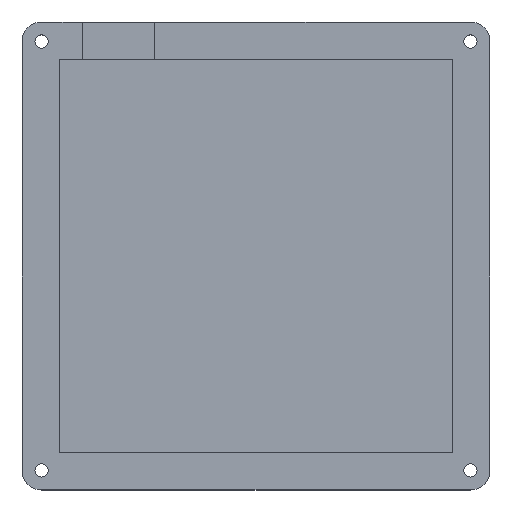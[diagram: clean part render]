
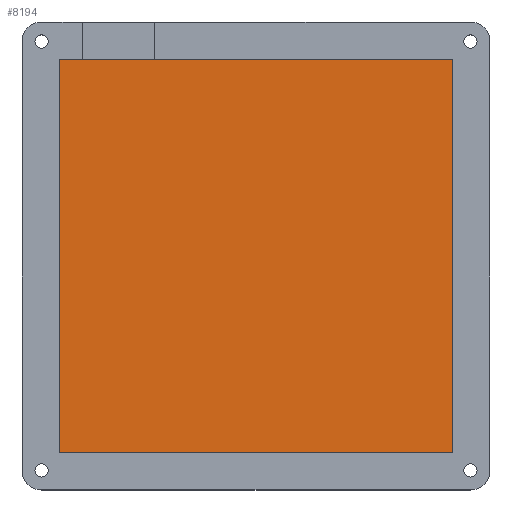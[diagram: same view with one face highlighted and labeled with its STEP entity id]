
A CAD part, top view. The second image highlights one B-rep face of the part: STEP entity #8194.
In plain terms, the highlighted planar face has unit normal (0, 0, 1).
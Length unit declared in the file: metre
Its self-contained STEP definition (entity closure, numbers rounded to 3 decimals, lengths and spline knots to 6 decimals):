
#1525=ORIENTED_EDGE('',*,*,#4065,.F.);
#1526=ORIENTED_EDGE('',*,*,#4057,.T.);
#1527=ORIENTED_EDGE('',*,*,#4087,.T.);
#1528=ORIENTED_EDGE('',*,*,#4068,.F.);
#4057=EDGE_CURVE('',#5364,#5363,#5956,.T.);
#4065=EDGE_CURVE('',#5364,#5371,#5960,.T.);
#4068=EDGE_CURVE('',#5371,#5373,#5963,.T.);
#4087=EDGE_CURVE('',#5363,#5373,#5982,.T.);
#5363=VERTEX_POINT('',#12603);
#5364=VERTEX_POINT('',#12605);
#5371=VERTEX_POINT('',#12625);
#5373=VERTEX_POINT('',#12631);
#5956=LINE('',#12604,#6544);
#5960=LINE('',#12624,#6548);
#5963=LINE('',#12630,#6551);
#5982=LINE('',#12668,#6570);
#6544=VECTOR('',#9900,1.);
#6548=VECTOR('',#9922,1.);
#6551=VECTOR('',#9927,1.);
#6570=VECTOR('',#9956,1.);
#7118=EDGE_LOOP('',(#1525,#1526,#1527,#1528));
#7620=FACE_BOUND('',#7118,.T.);
#8082=PLANE('',#8884);
#8194=ADVANCED_FACE('',(#7620),#8082,.T.);
#8884=AXIS2_PLACEMENT_3D('',#12701,#10002,#10003);
#9900=DIRECTION('',(-1.,0.,0.));
#9922=DIRECTION('',(0.,-1.,0.));
#9927=DIRECTION('',(-1.,0.,0.));
#9956=DIRECTION('',(0.,-1.,0.));
#10002=DIRECTION('',(0.,0.,1.));
#10003=DIRECTION('',(1.,0.,0.));
#12603=CARTESIAN_POINT('',(-0.0505,0.0505,0.003));
#12604=CARTESIAN_POINT('',(0.,0.0505,0.003));
#12605=CARTESIAN_POINT('',(0.0505,0.0505,0.003));
#12624=CARTESIAN_POINT('',(0.0505,0.,0.003));
#12625=CARTESIAN_POINT('',(0.0505,-0.0505,0.003));
#12630=CARTESIAN_POINT('',(0.,-0.0505,0.003));
#12631=CARTESIAN_POINT('',(-0.0505,-0.0505,0.003));
#12668=CARTESIAN_POINT('',(-0.0505,0.,0.003));
#12701=CARTESIAN_POINT('',(0.,0.,0.003));
